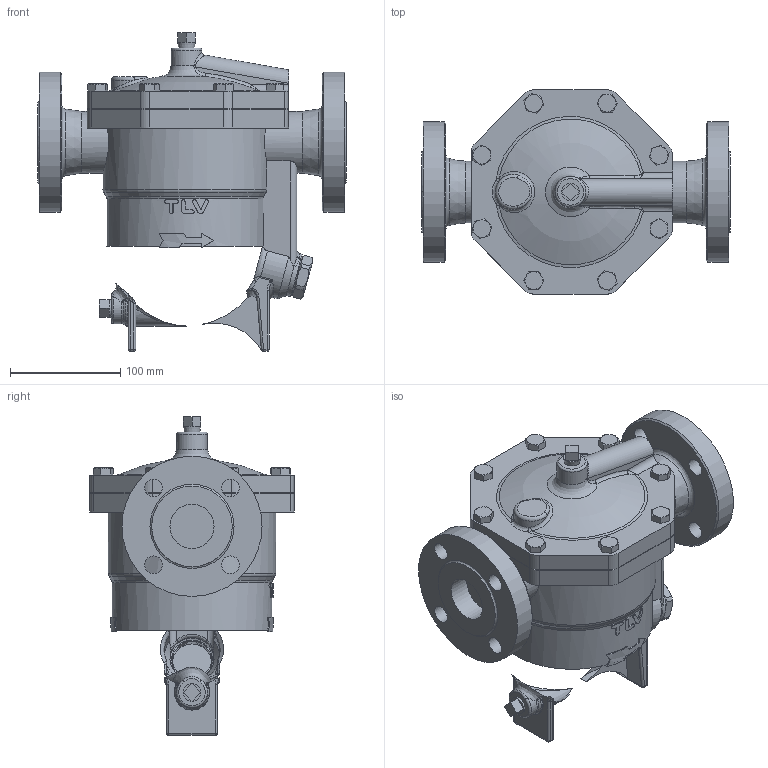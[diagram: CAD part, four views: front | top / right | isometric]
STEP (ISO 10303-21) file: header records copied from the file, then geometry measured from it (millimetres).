
FILE_DESCRIPTION((''),'2;1');
FILE_NAME('j7x00-040-a0150-00.stp','2010-09-27T10:27:05',('nakaot'),(''),'Autodesk Inventor 2008','Autodesk Inventor 2008','');
FILE_SCHEMA(('AUTOMOTIVE_DESIGN { 1 0 10303 214 1 1 1 1 }'));
Length unit declared in the file: millimetre
Products named in the file (1): j7x00-040-a0150-00
Bounding box: 280 x 185 x 289 mm (x, y, z)
Volume: 4640505.2 mm3; surface area: 277833.2 mm2
Topology: 1 solids, 1 shells, 447 faces, 1091 edges, 667 vertices
Faces by surface type: plane 162, bspline 122, cylinder 88, cone 60, sphere 10, torus 5
Full cylindrical faces by diameter (mm): 10 x16, 16 x4, 28 x1, 40 x2, 56 x2, 127 x1, 150 x1
Entity records: 26621 total; most frequent: CARTESIAN_POINT 17373, ORIENTED_EDGE 2000, DIRECTION 1681, EDGE_CURVE 1000, AXIS2_PLACEMENT_3D 682, VERTEX_POINT 649, EDGE_LOOP 573, FACE_OUTER_BOUND 447
